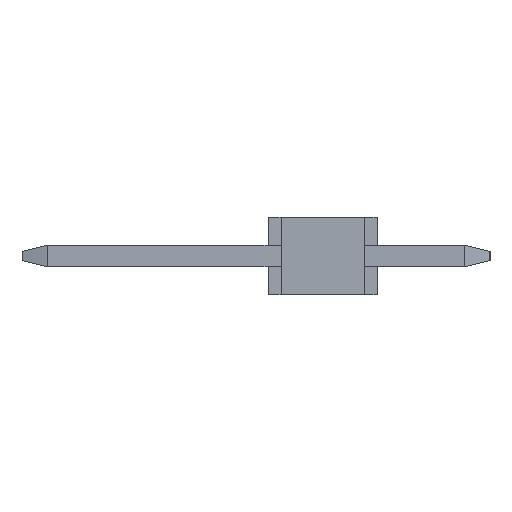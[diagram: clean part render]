
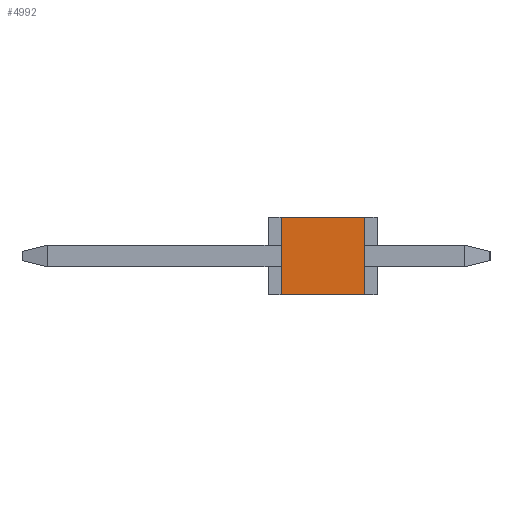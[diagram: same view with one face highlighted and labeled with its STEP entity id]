
A CAD part, left-side view. The second image highlights one B-rep face of the part: STEP entity #4992.
In plain terms, the highlighted planar face has unit normal (-1, 0, 0).
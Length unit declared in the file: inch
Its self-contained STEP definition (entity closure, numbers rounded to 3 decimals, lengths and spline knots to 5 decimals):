
#1=DIRECTION('',(0.,0.,-1.));
#2=VECTOR('',#1,0.093);
#3=CARTESIAN_POINT('',(-0.745,0.05,0.0465));
#4=LINE('',#3,#2);
#5=DIRECTION('',(0.,-1.,0.));
#6=VECTOR('',#5,0.1);
#7=CARTESIAN_POINT('',(-0.745,0.05,0.0465));
#8=LINE('',#7,#6);
#9=DIRECTION('',(0.,0.,-1.));
#10=VECTOR('',#9,0.093);
#11=CARTESIAN_POINT('',(-0.745,-0.05,0.0465));
#12=LINE('',#11,#10);
#13=DIRECTION('',(0.,1.,0.));
#14=VECTOR('',#13,0.1);
#15=CARTESIAN_POINT('',(-0.745,-0.05,-0.0465));
#16=LINE('',#15,#14);
#3801=CARTESIAN_POINT('',(-0.745,0.05,0.0465));
#3802=CARTESIAN_POINT('',(-0.745,0.05,-0.0465));
#3803=VERTEX_POINT('',#3801);
#3804=VERTEX_POINT('',#3802);
#3805=CARTESIAN_POINT('',(-0.745,-0.05,0.0465));
#3806=CARTESIAN_POINT('',(-0.745,-0.05,-0.0465));
#3807=VERTEX_POINT('',#3805);
#3808=VERTEX_POINT('',#3806);
#4977=CARTESIAN_POINT('',(-0.745,0.,0.));
#4978=DIRECTION('',(1.,0.,0.));
#4979=DIRECTION('',(0.,0.,-1.));
#4980=AXIS2_PLACEMENT_3D('',#4977,#4978,#4979);
#4981=PLANE('',#4980);
#4983=ORIENTED_EDGE('',*,*,#4982,.F.);
#4985=ORIENTED_EDGE('',*,*,#4984,.T.);
#4987=ORIENTED_EDGE('',*,*,#4986,.T.);
#4989=ORIENTED_EDGE('',*,*,#4988,.T.);
#4990=EDGE_LOOP('',(#4983,#4985,#4987,#4989));
#4991=FACE_OUTER_BOUND('',#4990,.F.);
#4992=ADVANCED_FACE('',(#4991),#4981,.F.);
#4982=EDGE_CURVE('',#3803,#3804,#4,.T.);
#4984=EDGE_CURVE('',#3803,#3807,#8,.T.);
#4986=EDGE_CURVE('',#3807,#3808,#12,.T.);
#4988=EDGE_CURVE('',#3808,#3804,#16,.T.);
